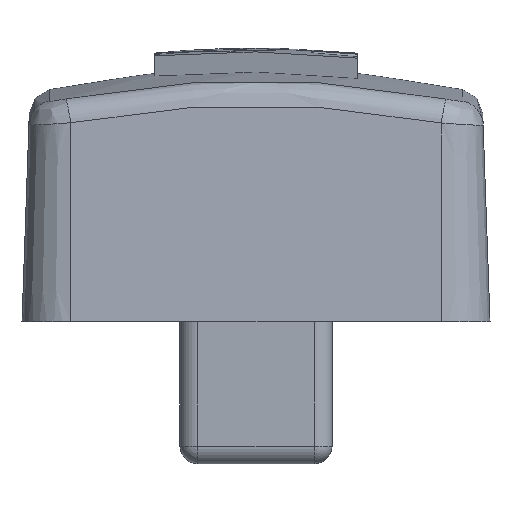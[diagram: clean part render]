
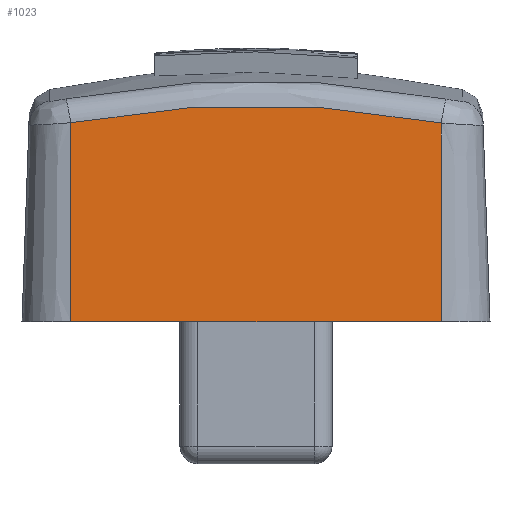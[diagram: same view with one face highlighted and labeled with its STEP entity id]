
A CAD part, left-side view. The second image highlights one B-rep face of the part: STEP entity #1023.
In plain terms, the highlighted planar face has unit normal (-0.999, 0, 0.035).
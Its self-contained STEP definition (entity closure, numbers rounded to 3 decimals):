
#483=PLANE('',#3333);
#542=FACE_OUTER_BOUND('',#1243,.T.);
#748=LINE('',#5018,#888);
#749=LINE('',#5026,#889);
#750=LINE('',#5028,#890);
#888=VECTOR('',#3586,1.);
#889=VECTOR('',#3587,1.);
#890=VECTOR('',#3588,1.);
#1023=ADVANCED_FACE('',(#542),#483,.T.);
#1243=EDGE_LOOP('',(#1551,#1552,#1553,#1554));
#1551=ORIENTED_EDGE('',*,*,#2743,.F.);
#1552=ORIENTED_EDGE('',*,*,#2744,.T.);
#1553=ORIENTED_EDGE('',*,*,#2745,.T.);
#1554=ORIENTED_EDGE('',*,*,#2746,.T.);
#2463=VERTEX_POINT('',#5019);
#2464=VERTEX_POINT('',#5020);
#2465=VERTEX_POINT('',#5025);
#2466=VERTEX_POINT('',#5027);
#2743=EDGE_CURVE('',#2463,#2464,#748,.T.);
#2744=EDGE_CURVE('',#2463,#2465,#3169,.T.);
#2745=EDGE_CURVE('',#2465,#2466,#749,.T.);
#2746=EDGE_CURVE('',#2466,#2464,#750,.T.);
#3169=B_SPLINE_CURVE_WITH_KNOTS('',3,(#5021,#5022,#5023,#5024),
 .UNSPECIFIED.,.F.,.F.,(4,4),(0.,1.),.UNSPECIFIED.);
#3333=AXIS2_PLACEMENT_3D('',#5029,#3589,#3590);
#3586=DIRECTION('',(-0.035,0.,-0.999));
#3587=DIRECTION('',(-0.035,0.,-0.999));
#3588=DIRECTION('',(0.,-1.,0.));
#3589=DIRECTION('',(-0.999,0.,0.035));
#3590=DIRECTION('',(0.035,0.,0.999));
#5018=CARTESIAN_POINT('',(-6.9,-3.65,0.));
#5019=CARTESIAN_POINT('',(-6.728,-3.65,4.924));
#5020=CARTESIAN_POINT('',(-6.865,-3.65,1.));
#5021=CARTESIAN_POINT('',(-6.728,-3.65,4.924));
#5022=CARTESIAN_POINT('',(-6.712,-1.235,5.39));
#5023=CARTESIAN_POINT('',(-6.712,1.234,5.392));
#5024=CARTESIAN_POINT('',(-6.728,3.65,4.928));
#5025=CARTESIAN_POINT('',(-6.728,3.65,4.928));
#5026=CARTESIAN_POINT('',(-6.9,3.65,0.));
#5027=CARTESIAN_POINT('',(-6.865,3.65,1.));
#5028=CARTESIAN_POINT('',(-6.865,3.65,1.));
#5029=CARTESIAN_POINT('',(-6.9,3.65,0.));
